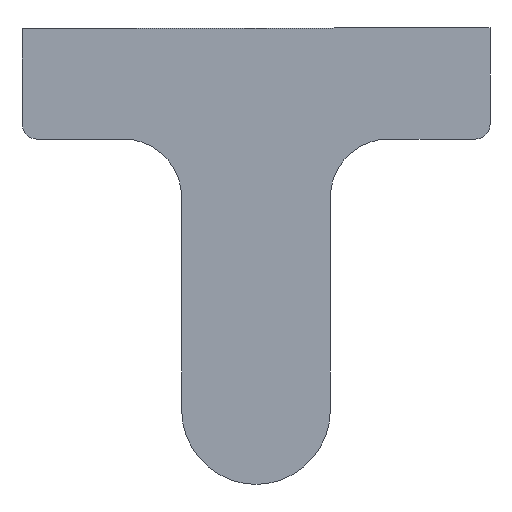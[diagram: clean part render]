
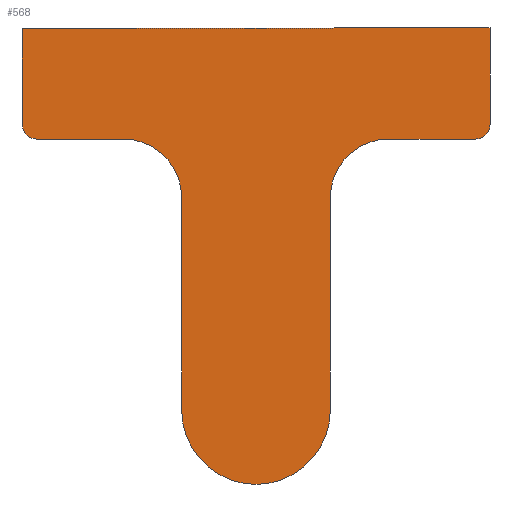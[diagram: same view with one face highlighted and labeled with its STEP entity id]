
A CAD part, left-side view. The second image highlights one B-rep face of the part: STEP entity #568.
In plain terms, the highlighted planar face has unit normal (-1, 0, 0).
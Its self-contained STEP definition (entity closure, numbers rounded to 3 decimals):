
#199=CARTESIAN_POINT('Vertex',(-97.233,1611.797,79.343)) ;
#204=CARTESIAN_POINT('Axis2P3D Location',(-97.233,1637.197,79.343)) ;
#208=CARTESIAN_POINT('Vertex',(-97.233,1662.597,79.343)) ;
#242=CARTESIAN_POINT('Line Origine',(-97.233,1662.597,115.677)) ;
#246=CARTESIAN_POINT('Vertex',(-97.233,1662.597,152.011)) ;
#272=CARTESIAN_POINT('Vertex',(-97.233,1682.597,172.011)) ;
#280=CARTESIAN_POINT('Axis2P3D Location',(-97.233,1682.597,152.011)) ;
#297=CARTESIAN_POINT('Line Origine',(-97.233,1611.797,115.677)) ;
#301=CARTESIAN_POINT('Vertex',(-97.233,1611.797,152.011)) ;
#339=CARTESIAN_POINT('Vertex',(-97.233,1591.797,172.011)) ;
#342=CARTESIAN_POINT('Axis2P3D Location',(-97.233,1591.797,152.011)) ;
#359=CARTESIAN_POINT('Line Origine',(-97.233,1717.155,193.352)) ;
#363=CARTESIAN_POINT('Vertex',(-97.233,1717.113,176.998)) ;
#365=CARTESIAN_POINT('Vertex',(-97.233,1717.196,209.705)) ;
#410=CARTESIAN_POINT('Vertex',(-97.233,1712.113,172.011)) ;
#413=CARTESIAN_POINT('Axis2P3D Location',(-97.233,1712.113,177.011)) ;
#443=CARTESIAN_POINT('Vertex',(-97.233,1557.197,210.111)) ;
#446=CARTESIAN_POINT('Line Origine',(-97.233,1557.197,193.561)) ;
#450=CARTESIAN_POINT('Vertex',(-97.233,1557.197,177.011)) ;
#519=CARTESIAN_POINT('Axis2P3D Location',(-97.233,0.,0.)) ;
#524=CARTESIAN_POINT('Axis2P3D Location',(-97.233,1562.197,177.011)) ;
#528=CARTESIAN_POINT('Vertex',(-97.233,1562.197,172.011)) ;
#531=CARTESIAN_POINT('Line Origine',(-97.233,1597.197,210.009)) ;
#535=CARTESIAN_POINT('Vertex',(-97.233,1637.197,209.908)) ;
#538=CARTESIAN_POINT('Line Origine',(-97.233,1677.197,209.806)) ;
#543=CARTESIAN_POINT('Line Origine',(-97.233,1697.355,172.011)) ;
#548=CARTESIAN_POINT('Line Origine',(-97.233,1576.997,172.011)) ;
#205=DIRECTION('Axis2P3D Direction',(1.,0.,0.)) ;
#243=DIRECTION('Vector Direction',(0.,0.,1.)) ;
#281=DIRECTION('Axis2P3D Direction',(1.,0.,0.)) ;
#298=DIRECTION('Vector Direction',(0.,0.,-1.)) ;
#343=DIRECTION('Axis2P3D Direction',(1.,0.,0.)) ;
#360=DIRECTION('Vector Direction',(0.,0.003,1.)) ;
#414=DIRECTION('Axis2P3D Direction',(1.,0.,0.)) ;
#447=DIRECTION('Vector Direction',(0.,0.,-1.)) ;
#520=DIRECTION('Axis2P3D Direction',(1.,0.,0.)) ;
#521=DIRECTION('Axis2P3D XDirection',(0.,1.,0.)) ;
#525=DIRECTION('Axis2P3D Direction',(1.,0.,0.)) ;
#532=DIRECTION('Vector Direction',(0.,-1.,0.003)) ;
#539=DIRECTION('Vector Direction',(0.,-1.,0.003)) ;
#544=DIRECTION('Vector Direction',(0.,1.,0.)) ;
#549=DIRECTION('Vector Direction',(0.,1.,0.)) ;
#206=AXIS2_PLACEMENT_3D('Circle Axis2P3D',#204,#205,$) ;
#282=AXIS2_PLACEMENT_3D('Circle Axis2P3D',#280,#281,$) ;
#344=AXIS2_PLACEMENT_3D('Circle Axis2P3D',#342,#343,$) ;
#415=AXIS2_PLACEMENT_3D('Circle Axis2P3D',#413,#414,$) ;
#522=AXIS2_PLACEMENT_3D('Plane Axis2P3D',#519,#520,#521) ;
#526=AXIS2_PLACEMENT_3D('Circle Axis2P3D',#524,#525,$) ;
#554=ORIENTED_EDGE('',*,*,#530,.F.) ;
#555=ORIENTED_EDGE('',*,*,#452,.F.) ;
#556=ORIENTED_EDGE('',*,*,#537,.F.) ;
#557=ORIENTED_EDGE('',*,*,#542,.F.) ;
#558=ORIENTED_EDGE('',*,*,#367,.F.) ;
#559=ORIENTED_EDGE('',*,*,#417,.F.) ;
#560=ORIENTED_EDGE('',*,*,#547,.F.) ;
#561=ORIENTED_EDGE('',*,*,#284,.T.) ;
#562=ORIENTED_EDGE('',*,*,#248,.F.) ;
#563=ORIENTED_EDGE('',*,*,#210,.F.) ;
#564=ORIENTED_EDGE('',*,*,#303,.F.) ;
#565=ORIENTED_EDGE('',*,*,#346,.T.) ;
#566=ORIENTED_EDGE('',*,*,#552,.F.) ;
#244=VECTOR('Line Direction',#243,1.) ;
#299=VECTOR('Line Direction',#298,1.) ;
#361=VECTOR('Line Direction',#360,1.) ;
#448=VECTOR('Line Direction',#447,1.) ;
#533=VECTOR('Line Direction',#532,1.) ;
#540=VECTOR('Line Direction',#539,1.) ;
#545=VECTOR('Line Direction',#544,1.) ;
#550=VECTOR('Line Direction',#549,1.) ;
#568=ADVANCED_FACE('PartBody',(#567),#523,.F.) ;
#207=CIRCLE('generated circle',#206,25.4) ;
#283=CIRCLE('generated circle',#282,20.) ;
#345=CIRCLE('generated circle',#344,20.) ;
#416=CIRCLE('generated circle',#415,5.) ;
#527=CIRCLE('generated circle',#526,5.) ;
#210=EDGE_CURVE('',#200,#209,#207,.T.) ;
#248=EDGE_CURVE('',#209,#247,#245,.T.) ;
#284=EDGE_CURVE('',#273,#247,#283,.T.) ;
#303=EDGE_CURVE('',#302,#200,#300,.T.) ;
#346=EDGE_CURVE('',#302,#340,#345,.T.) ;
#367=EDGE_CURVE('',#364,#366,#362,.T.) ;
#417=EDGE_CURVE('',#411,#364,#416,.T.) ;
#452=EDGE_CURVE('',#444,#451,#449,.T.) ;
#530=EDGE_CURVE('',#451,#529,#527,.T.) ;
#537=EDGE_CURVE('',#536,#444,#534,.T.) ;
#542=EDGE_CURVE('',#366,#536,#541,.T.) ;
#547=EDGE_CURVE('',#273,#411,#546,.T.) ;
#552=EDGE_CURVE('',#529,#340,#551,.T.) ;
#553=EDGE_LOOP('',(#554,#555,#556,#557,#558,#559,#560,#561,#562,#563,#564,#565,#566)) ;
#567=FACE_OUTER_BOUND('',#553,.T.) ;
#245=LINE('Line',#242,#244) ;
#300=LINE('Line',#297,#299) ;
#362=LINE('Line',#359,#361) ;
#449=LINE('Line',#446,#448) ;
#534=LINE('Line',#531,#533) ;
#541=LINE('Line',#538,#540) ;
#546=LINE('Line',#543,#545) ;
#551=LINE('Line',#548,#550) ;
#523=PLANE('Plane',#522) ;
#200=VERTEX_POINT('',#199) ;
#209=VERTEX_POINT('',#208) ;
#247=VERTEX_POINT('',#246) ;
#273=VERTEX_POINT('',#272) ;
#302=VERTEX_POINT('',#301) ;
#340=VERTEX_POINT('',#339) ;
#364=VERTEX_POINT('',#363) ;
#366=VERTEX_POINT('',#365) ;
#411=VERTEX_POINT('',#410) ;
#444=VERTEX_POINT('',#443) ;
#451=VERTEX_POINT('',#450) ;
#529=VERTEX_POINT('',#528) ;
#536=VERTEX_POINT('',#535) ;
